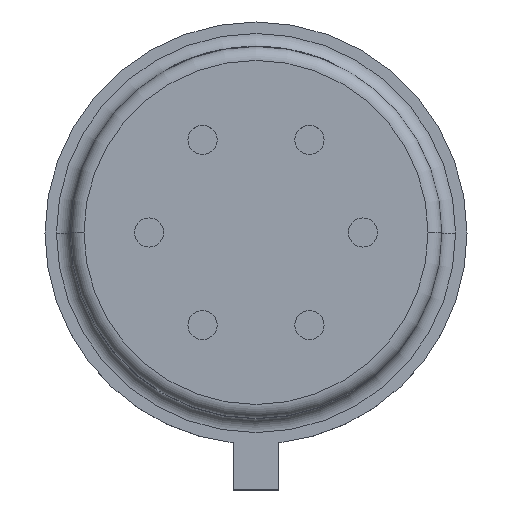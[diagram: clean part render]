
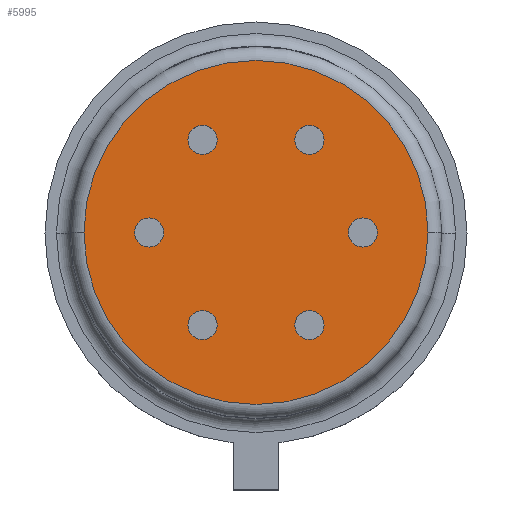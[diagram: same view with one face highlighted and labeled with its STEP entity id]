
A CAD part, top view. The second image highlights one B-rep face of the part: STEP entity #5995.
In plain terms, the highlighted planar face has unit normal (0, 0, 1).
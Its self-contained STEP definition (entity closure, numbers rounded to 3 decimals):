
#6 = CARTESIAN_POINT ( 'NONE',  ( 1.165, -2.018, 7.8 ) ) ;
#27 = CIRCLE ( 'NONE', #6294, 3.75 ) ;
#111 = CIRCLE ( 'NONE', #7538, 0.318 ) ;
#457 = AXIS2_PLACEMENT_3D ( 'NONE', #6559, #7439, #9871 ) ;
#730 = CARTESIAN_POINT ( 'NONE',  ( -1.483, -2.018, 7.8 ) ) ;
#732 = VERTEX_POINT ( 'NONE', #7499 ) ;
#761 = DIRECTION ( 'NONE',  ( 0., 0., 1. ) ) ;
#842 = VERTEX_POINT ( 'NONE', #1303 ) ;
#929 = CARTESIAN_POINT ( 'NONE',  ( -1.483, 2.018, 7.8 ) ) ;
#938 = FACE_BOUND ( 'NONE', #9301, .T. ) ;
#1023 = CIRCLE ( 'NONE', #5149, 0.318 ) ;
#1170 = CARTESIAN_POINT ( 'NONE',  ( -1.165, -2.018, 7.8 ) ) ;
#1172 = ORIENTED_EDGE ( 'NONE', *, *, #7545, .T. ) ;
#1256 = CIRCLE ( 'NONE', #7018, 0.318 ) ;
#1265 = CIRCLE ( 'NONE', #7028, 0.318 ) ;
#1303 = CARTESIAN_POINT ( 'NONE',  ( 0.847, 2.018, 7.8 ) ) ;
#1315 = EDGE_CURVE ( 'NONE', #2838, #1814, #8392, .T. ) ;
#1496 = CARTESIAN_POINT ( 'NONE',  ( 1.483, 2.018, 7.8 ) ) ;
#1522 = EDGE_LOOP ( 'NONE', ( #8238, #5919 ) ) ;
#1788 = CARTESIAN_POINT ( 'NONE',  ( -1.165, -2.018, 7.8 ) ) ;
#1814 = VERTEX_POINT ( 'NONE', #5324 ) ;
#1962 = DIRECTION ( 'NONE',  ( 0., 0., 1. ) ) ;
#2309 = EDGE_CURVE ( 'NONE', #4755, #9857, #5883, .T. ) ;
#2464 = ORIENTED_EDGE ( 'NONE', *, *, #1315, .F. ) ;
#2541 = CARTESIAN_POINT ( 'NONE',  ( 1.483, -2.018, 7.8 ) ) ;
#2545 = FACE_BOUND ( 'NONE', #5675, .T. ) ;
#2737 = ORIENTED_EDGE ( 'NONE', *, *, #3426, .F. ) ;
#2789 = DIRECTION ( 'NONE',  ( 0.5, 0.866, 0. ) ) ;
#2838 = VERTEX_POINT ( 'NONE', #6146 ) ;
#2846 = DIRECTION ( 'NONE',  ( -1., 0., 0. ) ) ;
#2899 = DIRECTION ( 'NONE',  ( 0.5, -0.866, 0. ) ) ;
#2901 = VERTEX_POINT ( 'NONE', #2541 ) ;
#2996 = VERTEX_POINT ( 'NONE', #6397 ) ;
#3010 = DIRECTION ( 'NONE',  ( 1., 0., 0. ) ) ;
#3043 = EDGE_LOOP ( 'NONE', ( #8875, #5145 ) ) ;
#3179 = DIRECTION ( 'NONE',  ( 0., 0., 1. ) ) ;
#3258 = CARTESIAN_POINT ( 'NONE',  ( 1.165, 2.018, 7.8 ) ) ;
#3274 = AXIS2_PLACEMENT_3D ( 'NONE', #3258, #7003, #9389 ) ;
#3292 = EDGE_CURVE ( 'NONE', #2996, #6029, #1256, .T. ) ;
#3325 = FACE_OUTER_BOUND ( 'NONE', #7206, .T. ) ;
#3351 = CIRCLE ( 'NONE', #6304, 0.318 ) ;
#3406 = ORIENTED_EDGE ( 'NONE', *, *, #3292, .F. ) ;
#3426 = EDGE_CURVE ( 'NONE', #732, #7250, #111, .T. ) ;
#3464 = DIRECTION ( 'NONE',  ( -0.5, 0.866, 0. ) ) ;
#3512 = CARTESIAN_POINT ( 'NONE',  ( -1.165, 2.018, 7.8 ) ) ;
#3751 = CIRCLE ( 'NONE', #9029, 0.318 ) ;
#3890 = PLANE ( 'NONE',  #10198 ) ;
#4040 = FACE_BOUND ( 'NONE', #1522, .T. ) ;
#4088 = FACE_BOUND ( 'NONE', #3043, .T. ) ;
#4122 = DIRECTION ( 'NONE',  ( 0., 0., 1. ) ) ;
#4187 = ORIENTED_EDGE ( 'NONE', *, *, #4739, .F. ) ;
#4213 = DIRECTION ( 'NONE',  ( 0.5, -0.866, 0. ) ) ;
#4304 = CARTESIAN_POINT ( 'NONE',  ( 3.75, 0., 7.8 ) ) ;
#4562 = VERTEX_POINT ( 'NONE', #9715 ) ;
#4651 = DIRECTION ( 'NONE',  ( 0., 0., 1. ) ) ;
#4696 = EDGE_LOOP ( 'NONE', ( #2737, #10173 ) ) ;
#4739 = EDGE_CURVE ( 'NONE', #1814, #2838, #3351, .T. ) ;
#4755 = VERTEX_POINT ( 'NONE', #10005 ) ;
#4949 = DIRECTION ( 'NONE',  ( 0., 0., 1. ) ) ;
#4952 = DIRECTION ( 'NONE',  ( 0., 0., 1. ) ) ;
#5039 = EDGE_CURVE ( 'NONE', #6992, #2901, #1023, .T. ) ;
#5122 = EDGE_CURVE ( 'NONE', #8547, #4562, #27, .T. ) ;
#5145 = ORIENTED_EDGE ( 'NONE', *, *, #6310, .F. ) ;
#5149 = AXIS2_PLACEMENT_3D ( 'NONE', #7355, #4122, #3464 ) ;
#5247 = AXIS2_PLACEMENT_3D ( 'NONE', #5985, #5270, #2899 ) ;
#5270 = DIRECTION ( 'NONE',  ( 0., 0., 1. ) ) ;
#5324 = CARTESIAN_POINT ( 'NONE',  ( 2.648, 0., 7.8 ) ) ;
#5482 = CARTESIAN_POINT ( 'NONE',  ( 0., 0., 7.8 ) ) ;
#5583 = DIRECTION ( 'NONE',  ( 0., 0., 1. ) ) ;
#5636 = DIRECTION ( 'NONE',  ( 0., 0., 1. ) ) ;
#5648 = EDGE_CURVE ( 'NONE', #6029, #2996, #9939, .T. ) ;
#5675 = EDGE_LOOP ( 'NONE', ( #9909, #8038 ) ) ;
#5756 = CARTESIAN_POINT ( 'NONE',  ( 0.847, -2.018, 7.8 ) ) ;
#5876 = CARTESIAN_POINT ( 'NONE',  ( 2.33, 0., 7.8 ) ) ;
#5883 = CIRCLE ( 'NONE', #9684, 0.318 ) ;
#5919 = ORIENTED_EDGE ( 'NONE', *, *, #5039, .F. ) ;
#5985 = CARTESIAN_POINT ( 'NONE',  ( -1.165, 2.018, 7.8 ) ) ;
#5995 = ADVANCED_FACE ( 'NONE', ( #9503, #4040, #938, #4088, #2545, #7130, #3325 ), #3890, .T. ) ;
#6018 = EDGE_CURVE ( 'NONE', #2901, #6992, #6718, .T. ) ;
#6029 = VERTEX_POINT ( 'NONE', #7483 ) ;
#6146 = CARTESIAN_POINT ( 'NONE',  ( 2.012, 0., 7.8 ) ) ;
#6153 = EDGE_CURVE ( 'NONE', #9857, #4755, #7373, .T. ) ;
#6294 = AXIS2_PLACEMENT_3D ( 'NONE', #9496, #5583, #3010 ) ;
#6299 = DIRECTION ( 'NONE',  ( -0.5, 0.866, 0. ) ) ;
#6304 = AXIS2_PLACEMENT_3D ( 'NONE', #5876, #1962, #2846 ) ;
#6310 = EDGE_CURVE ( 'NONE', #842, #7268, #9198, .T. ) ;
#6356 = DIRECTION ( 'NONE',  ( 0., 0., 1. ) ) ;
#6397 = CARTESIAN_POINT ( 'NONE',  ( -2.012, 0., 7.8 ) ) ;
#6467 = DIRECTION ( 'NONE',  ( -0.5, -0.866, 0. ) ) ;
#6559 = CARTESIAN_POINT ( 'NONE',  ( 0., 0., 7.8 ) ) ;
#6718 = CIRCLE ( 'NONE', #8037, 0.318 ) ;
#6741 = ORIENTED_EDGE ( 'NONE', *, *, #5122, .T. ) ;
#6780 = DIRECTION ( 'NONE',  ( 0.5, 0.866, 0. ) ) ;
#6983 = EDGE_CURVE ( 'NONE', #7268, #842, #3751, .T. ) ;
#6992 = VERTEX_POINT ( 'NONE', #5756 ) ;
#7003 = DIRECTION ( 'NONE',  ( 0., 0., 1. ) ) ;
#7018 = AXIS2_PLACEMENT_3D ( 'NONE', #8607, #761, #9329 ) ;
#7028 = AXIS2_PLACEMENT_3D ( 'NONE', #1170, #8247, #6780 ) ;
#7130 = FACE_BOUND ( 'NONE', #9379, .T. ) ;
#7164 = DIRECTION ( 'NONE',  ( -1., 0., 0. ) ) ;
#7206 = EDGE_LOOP ( 'NONE', ( #6741, #1172 ) ) ;
#7250 = VERTEX_POINT ( 'NONE', #730 ) ;
#7268 = VERTEX_POINT ( 'NONE', #1496 ) ;
#7355 = CARTESIAN_POINT ( 'NONE',  ( 1.165, -2.018, 7.8 ) ) ;
#7373 = CIRCLE ( 'NONE', #5247, 0.318 ) ;
#7382 = CIRCLE ( 'NONE', #457, 3.75 ) ;
#7439 = DIRECTION ( 'NONE',  ( 0., 0., 1. ) ) ;
#7483 = CARTESIAN_POINT ( 'NONE',  ( -2.648, 0., 7.8 ) ) ;
#7499 = CARTESIAN_POINT ( 'NONE',  ( -0.847, -2.018, 7.8 ) ) ;
#7538 = AXIS2_PLACEMENT_3D ( 'NONE', #1788, #4952, #2789 ) ;
#7545 = EDGE_CURVE ( 'NONE', #4562, #8547, #7382, .T. ) ;
#7782 = ORIENTED_EDGE ( 'NONE', *, *, #5648, .F. ) ;
#8037 = AXIS2_PLACEMENT_3D ( 'NONE', #6, #3179, #6299 ) ;
#8038 = ORIENTED_EDGE ( 'NONE', *, *, #6153, .F. ) ;
#8076 = DIRECTION ( 'NONE',  ( 0., 0., 1. ) ) ;
#8126 = CARTESIAN_POINT ( 'NONE',  ( 1.165, 2.018, 7.8 ) ) ;
#8238 = ORIENTED_EDGE ( 'NONE', *, *, #6018, .F. ) ;
#8247 = DIRECTION ( 'NONE',  ( 0., 0., 1. ) ) ;
#8289 = AXIS2_PLACEMENT_3D ( 'NONE', #9621, #6356, #8739 ) ;
#8392 = CIRCLE ( 'NONE', #8724, 0.318 ) ;
#8547 = VERTEX_POINT ( 'NONE', #4304 ) ;
#8607 = CARTESIAN_POINT ( 'NONE',  ( -2.33, 0., 7.8 ) ) ;
#8724 = AXIS2_PLACEMENT_3D ( 'NONE', #9394, #4651, #7164 ) ;
#8739 = DIRECTION ( 'NONE',  ( 1., 0., 0. ) ) ;
#8779 = DIRECTION ( 'NONE',  ( 1., 0., 0. ) ) ;
#8875 = ORIENTED_EDGE ( 'NONE', *, *, #6983, .F. ) ;
#9029 = AXIS2_PLACEMENT_3D ( 'NONE', #8126, #8076, #6467 ) ;
#9198 = CIRCLE ( 'NONE', #3274, 0.318 ) ;
#9301 = EDGE_LOOP ( 'NONE', ( #4187, #2464 ) ) ;
#9329 = DIRECTION ( 'NONE',  ( 1., 0., 0. ) ) ;
#9379 = EDGE_LOOP ( 'NONE', ( #3406, #7782 ) ) ;
#9389 = DIRECTION ( 'NONE',  ( -0.5, -0.866, 0. ) ) ;
#9394 = CARTESIAN_POINT ( 'NONE',  ( 2.33, 0., 7.8 ) ) ;
#9496 = CARTESIAN_POINT ( 'NONE',  ( 0., 0., 7.8 ) ) ;
#9503 = FACE_BOUND ( 'NONE', #4696, .T. ) ;
#9621 = CARTESIAN_POINT ( 'NONE',  ( -2.33, 0., 7.8 ) ) ;
#9684 = AXIS2_PLACEMENT_3D ( 'NONE', #3512, #4949, #4213 ) ;
#9715 = CARTESIAN_POINT ( 'NONE',  ( -3.75, 0., 7.8 ) ) ;
#9857 = VERTEX_POINT ( 'NONE', #929 ) ;
#9871 = DIRECTION ( 'NONE',  ( 1., 0., 0. ) ) ;
#9909 = ORIENTED_EDGE ( 'NONE', *, *, #2309, .F. ) ;
#9939 = CIRCLE ( 'NONE', #8289, 0.318 ) ;
#10005 = CARTESIAN_POINT ( 'NONE',  ( -0.847, 2.018, 7.8 ) ) ;
#10081 = EDGE_CURVE ( 'NONE', #7250, #732, #1265, .T. ) ;
#10173 = ORIENTED_EDGE ( 'NONE', *, *, #10081, .F. ) ;
#10198 = AXIS2_PLACEMENT_3D ( 'NONE', #5482, #5636, #8779 ) ;
